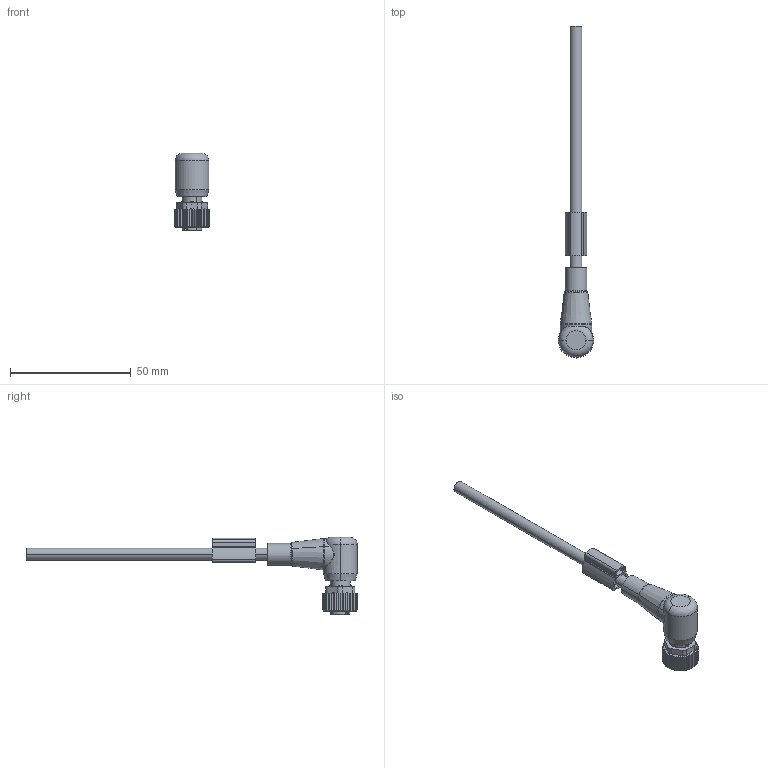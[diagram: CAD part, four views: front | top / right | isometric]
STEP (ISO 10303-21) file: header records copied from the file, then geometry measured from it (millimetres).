
FILE_DESCRIPTION(('CATIA V5 STEP Exchange','CAx-IF Rec.Pracs.--- Model Styling and Organization---1.4--- 2014-01-23'),'2;1');
FILE_NAME ('026644-2_1_1925461000_1925461000.stp','2020-04-06T06:59:09+00:00',('none'),('Weidmueller'),'CATIA Version 5-6 Release 2016 SP3 HF44','CATIA V5 STEP AP214','none');
FILE_SCHEMA(('AUTOMOTIVE_DESIGN { 1 0 10303 214 1 1 1 1 }'));
Length unit declared in the file: millimetre
Products named in the file (1): 1925461000
Bounding box: 14.52 x 137.3 x 32 mm (x, y, z)
Volume: 8597 mm3; surface area: 7223.4 mm2
Topology: 9 solids, 9 shells, 554 faces, 1432 edges, 900 vertices
Faces by surface type: plane 242, cylinder 176, cone 78, torus 35, bspline 19, revolution 4
Entity records: 17329 total; most frequent: CARTESIAN_POINT 5265, ORIENTED_EDGE 2844, DIRECTION 1832, EDGE_CURVE 1422, VERTEX_POINT 900, AXIS2_PLACEMENT_3D 874, EDGE_LOOP 582, VECTOR 564
